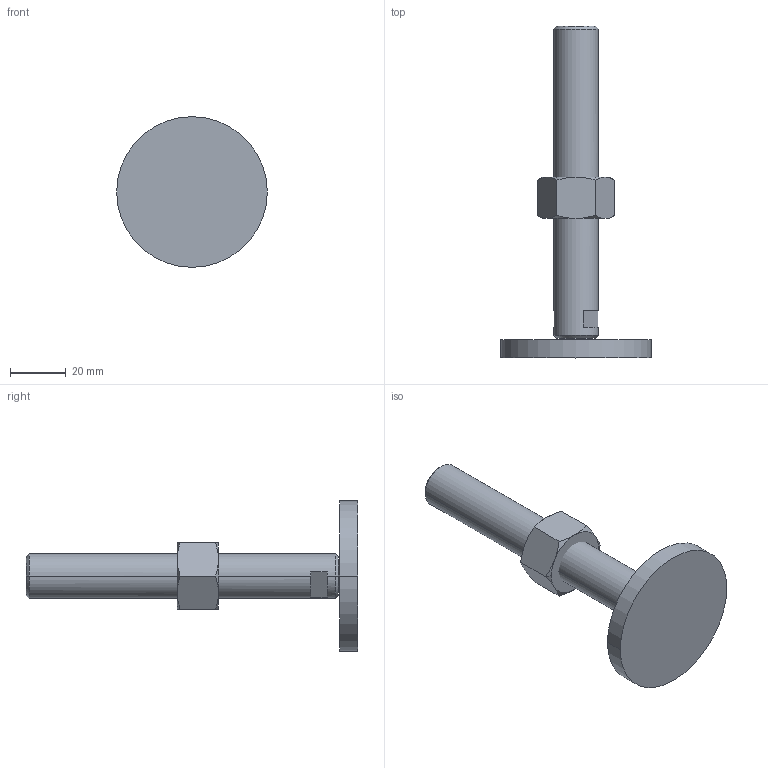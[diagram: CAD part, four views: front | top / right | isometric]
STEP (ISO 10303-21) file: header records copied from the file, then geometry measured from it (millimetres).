
FILE_DESCRIPTION(('STEP AP214'),'1');
FILE_NAME('HALDERN_EH_22593_2335.stp','2020-02-28T09:45:10',('TraceParts'),('TraceParts S.A.'),'Spatial InterOp 3D',' ',' ');
FILE_SCHEMA(('AUTOMOTIVE_DESIGN { 1 0 10303 214 1 1 1 1 }'));
Length unit declared in the file: millimetre
Products named in the file (1): HALDERN_EH_22593_2335_1
Bounding box: 54 x 119 x 54 mm (x, y, z)
Volume: 40882.6 mm3; surface area: 14526.2 mm2
Topology: 3 solids, 4 shells, 56 faces, 118 edges, 72 vertices
Faces by surface type: plane 28, cone 22, cylinder 6
Entity records: 1980 total; most frequent: CARTESIAN_POINT 345, DIRECTION 256, ORIENTED_EDGE 236, EDGE_CURVE 118, AXIS2_PLACEMENT_3D 103, VERTEX_POINT 72, EDGE_LOOP 58, STYLED_ITEM 56
